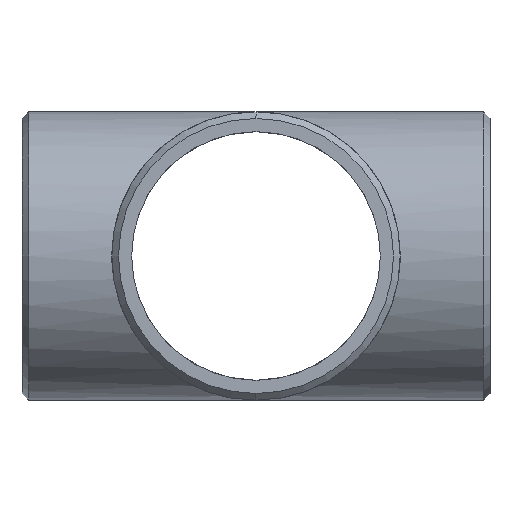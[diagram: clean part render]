
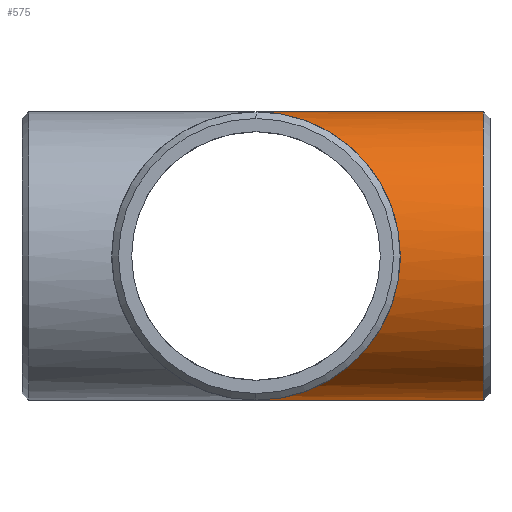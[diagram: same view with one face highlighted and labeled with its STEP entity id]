
A CAD part, left-side view. The second image highlights one B-rep face of the part: STEP entity #575.
In plain terms, the highlighted cylindrical face has radius 109.537 mm (diameter 219.075 mm), a partial arc.
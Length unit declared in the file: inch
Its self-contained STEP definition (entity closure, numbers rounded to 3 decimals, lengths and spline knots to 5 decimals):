
#3 = DIRECTION ( 'NONE',  ( 0., 1., 0. ) ) ;
#9 = AXIS2_PLACEMENT_3D ( 'NONE', #477, #421, #659 ) ;
#11 = EDGE_LOOP ( 'NONE', ( #344, #352, #597, #338 ) ) ;
#17 = DIRECTION ( 'NONE',  ( 0., 1., 0. ) ) ;
#58 = CARTESIAN_POINT ( 'NONE',  ( 0., 0., -4.3125 ) ) ;
#64 = EDGE_CURVE ( 'NONE', #107, #603, #182, .T. ) ;
#72 = CARTESIAN_POINT ( 'NONE',  ( -8.625, -8.625, -4.3125 ) ) ;
#107 = VERTEX_POINT ( 'NONE', #302 ) ;
#128 = EDGE_CURVE ( 'NONE', #546, #603, #372, .T. ) ;
#154 = VECTOR ( 'NONE', #510, 39.37008 ) ;
#182 =( BOUNDED_CURVE ( )  B_SPLINE_CURVE ( 3, ( #58, #72, #738, #695 ),
 .UNSPECIFIED., .F., .T. ) 
 B_SPLINE_CURVE_WITH_KNOTS ( ( 4, 4 ),
 ( 4.71239, 7.85398 ),
 .UNSPECIFIED. ) 
 CURVE ( )  GEOMETRIC_REPRESENTATION_ITEM ( )  RATIONAL_B_SPLINE_CURVE ( ( 1., 0.333, 0.333, 1. ) ) 
 REPRESENTATION_ITEM ( '' )  );
#302 = CARTESIAN_POINT ( 'NONE',  ( 0., 0., -4.3125 ) ) ;
#325 = CARTESIAN_POINT ( 'NONE',  ( 0., -6.802, 0. ) ) ;
#338 = ORIENTED_EDGE ( 'NONE', *, *, #689, .F. ) ;
#344 = ORIENTED_EDGE ( 'NONE', *, *, #345, .T. ) ;
#345 = EDGE_CURVE ( 'NONE', #593, #546, #364, .T. ) ;
#352 = ORIENTED_EDGE ( 'NONE', *, *, #128, .T. ) ;
#362 = CARTESIAN_POINT ( 'NONE',  ( 0., -6.802, 4.3125 ) ) ;
#364 = CIRCLE ( 'NONE', #428, 4.3125 ) ;
#371 = LINE ( 'NONE', #431, #549 ) ;
#372 = LINE ( 'NONE', #621, #154 ) ;
#421 = DIRECTION ( 'NONE',  ( 0., 1., 0. ) ) ;
#428 = AXIS2_PLACEMENT_3D ( 'NONE', #325, #17, #579 ) ;
#431 = CARTESIAN_POINT ( 'NONE',  ( 0., -7., -4.3125 ) ) ;
#477 = CARTESIAN_POINT ( 'NONE',  ( 0., -7., 0. ) ) ;
#484 = CARTESIAN_POINT ( 'NONE',  ( 0., 0., 4.3125 ) ) ;
#510 = DIRECTION ( 'NONE',  ( 0., 1., 0. ) ) ;
#546 = VERTEX_POINT ( 'NONE', #362 ) ;
#549 = VECTOR ( 'NONE', #3, 39.37008 ) ;
#575 = ADVANCED_FACE ( 'NONE', ( #737 ), #611, .T. ) ;
#579 = DIRECTION ( 'NONE',  ( 0., 0., -1. ) ) ;
#593 = VERTEX_POINT ( 'NONE', #791 ) ;
#597 = ORIENTED_EDGE ( 'NONE', *, *, #64, .F. ) ;
#603 = VERTEX_POINT ( 'NONE', #484 ) ;
#611 = CYLINDRICAL_SURFACE ( 'NONE', #9, 4.3125 ) ;
#621 = CARTESIAN_POINT ( 'NONE',  ( 0., -7., 4.3125 ) ) ;
#659 = DIRECTION ( 'NONE',  ( 0., 0., -1. ) ) ;
#689 = EDGE_CURVE ( 'NONE', #593, #107, #371, .T. ) ;
#695 = CARTESIAN_POINT ( 'NONE',  ( 0., 0., 4.3125 ) ) ;
#737 = FACE_OUTER_BOUND ( 'NONE', #11, .T. ) ;
#738 = CARTESIAN_POINT ( 'NONE',  ( -8.625, -8.625, 4.3125 ) ) ;
#791 = CARTESIAN_POINT ( 'NONE',  ( 0., -6.802, -4.3125 ) ) ;
